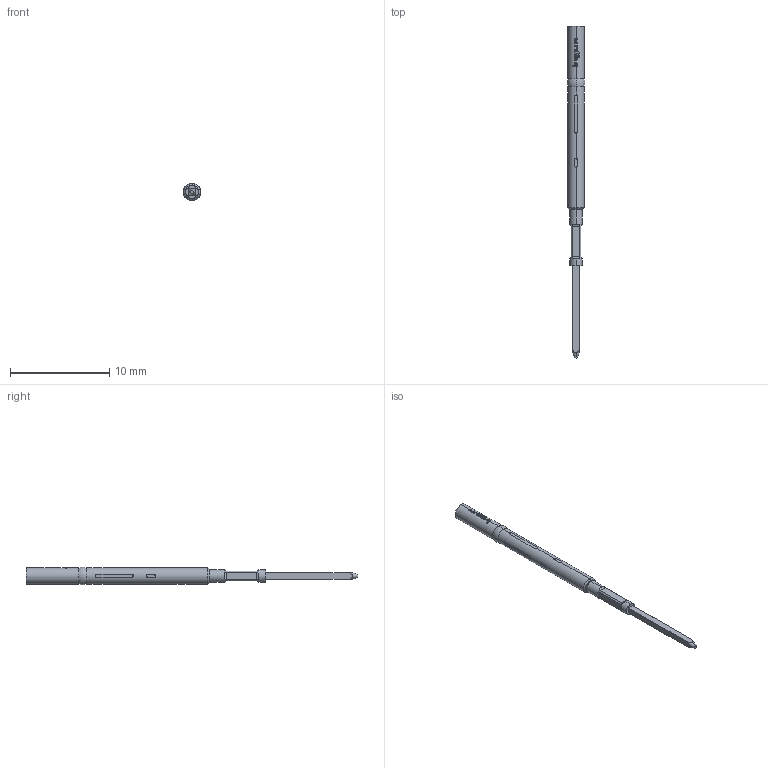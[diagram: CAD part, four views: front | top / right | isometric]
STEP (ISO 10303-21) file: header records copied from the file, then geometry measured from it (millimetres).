
FILE_DESCRIPTION (( 'STEP AP203' ), '1' );
FILE_NAME ('INGUN_KS-002_47_G.STEP', '2022-02-09T05:07:07', ( 'ochi' ), ( '' ), 'SwSTEP 2.0', 'SolidWorks 2018', '' );
FILE_SCHEMA (( 'CONFIG_CONTROL_DESIGN' ));
Length unit declared in the file: millimetre
Products named in the file (1): INGUN_KS-002_47_G
Bounding box: 1.77 x 33.5 x 1.78 mm (x, y, z)
Volume: 49.2 mm3; surface area: 143.9 mm2
Topology: 1 solids, 1 shells, 142 faces, 386 edges, 254 vertices
Faces by surface type: plane 59, cylinder 53, bspline 22, torus 6, cone 2
Entity records: 5109 total; most frequent: CARTESIAN_POINT 1661, ORIENTED_EDGE 772, DIRECTION 606, EDGE_CURVE 386, VERTEX_POINT 254, AXIS2_PLACEMENT_3D 227, LINE 152, VECTOR 152
